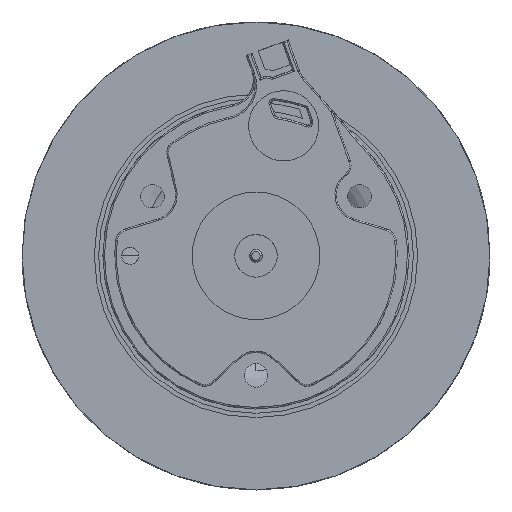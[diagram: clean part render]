
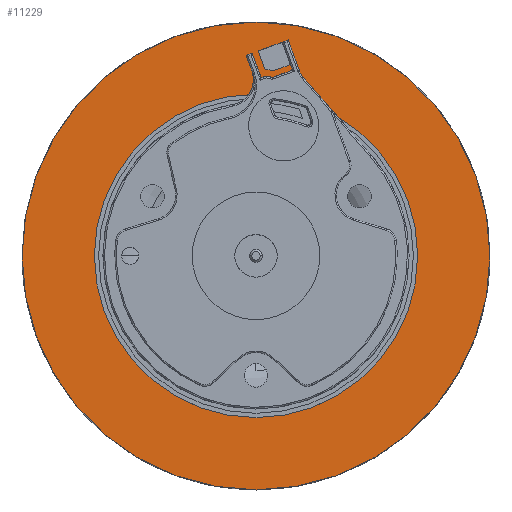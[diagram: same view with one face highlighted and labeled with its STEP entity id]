
A CAD part, top view. The second image highlights one B-rep face of the part: STEP entity #11229.
In plain terms, the highlighted face is planar.
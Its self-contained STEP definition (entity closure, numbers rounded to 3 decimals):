
#8048=CARTESIAN_POINT('',(0.,0.,0.));
#8049=DIRECTION('',(0.,0.,1.));
#8050=DIRECTION('',(1.,0.,0.));
#8051=AXIS2_PLACEMENT_3D('',#8048,#8049,#8050);
#8053=CARTESIAN_POINT('',(0.,0.,0.));
#8054=DIRECTION('',(0.,0.,1.));
#8055=DIRECTION('',(-1.,0.,0.));
#8056=AXIS2_PLACEMENT_3D('',#8053,#8054,#8055);
#8068=CARTESIAN_POINT('',(0.,0.,0.));
#8069=DIRECTION('',(0.,0.,-1.));
#8070=DIRECTION('',(-1.,0.,0.));
#8071=AXIS2_PLACEMENT_3D('',#8068,#8069,#8070);
#8073=CARTESIAN_POINT('',(0.,0.,0.));
#8074=DIRECTION('',(0.,0.,-1.));
#8075=DIRECTION('',(1.,0.,0.));
#8076=AXIS2_PLACEMENT_3D('',#8073,#8074,#8075);
#10649=CARTESIAN_POINT('',(55.,0.,0.));
#10650=CARTESIAN_POINT('',(-55.,0.,0.));
#10651=VERTEX_POINT('',#10649);
#10652=VERTEX_POINT('',#10650);
#11000=CARTESIAN_POINT('',(-38.,0.,0.));
#11001=CARTESIAN_POINT('',(38.,0.,0.));
#11002=VERTEX_POINT('',#11000);
#11003=VERTEX_POINT('',#11001);
#11212=CARTESIAN_POINT('',(0.,0.,0.));
#11213=DIRECTION('',(0.,0.,1.));
#11214=DIRECTION('',(1.,0.,0.));
#11215=AXIS2_PLACEMENT_3D('',#11212,#11213,#11214);
#11216=PLANE('',#11215);
#11218=ORIENTED_EDGE('',*,*,#11217,.T.);
#11220=ORIENTED_EDGE('',*,*,#11219,.T.);
#11221=EDGE_LOOP('',(#11218,#11220));
#11222=FACE_OUTER_BOUND('',#11221,.F.);
#11224=ORIENTED_EDGE('',*,*,#11223,.T.);
#11226=ORIENTED_EDGE('',*,*,#11225,.T.);
#11227=EDGE_LOOP('',(#11224,#11226));
#11228=FACE_BOUND('',#11227,.F.);
#8052=CIRCLE('',#8051,55.);
#8057=CIRCLE('',#8056,55.);
#8072=CIRCLE('',#8071,38.);
#8077=CIRCLE('',#8076,38.);
#11217=EDGE_CURVE('',#10651,#10652,#8052,.T.);
#11219=EDGE_CURVE('',#10652,#10651,#8057,.T.);
#11223=EDGE_CURVE('',#11002,#11003,#8072,.T.);
#11225=EDGE_CURVE('',#11003,#11002,#8077,.T.);
#11229=ADVANCED_FACE('',(#11222,#11228),#11216,.F.);
